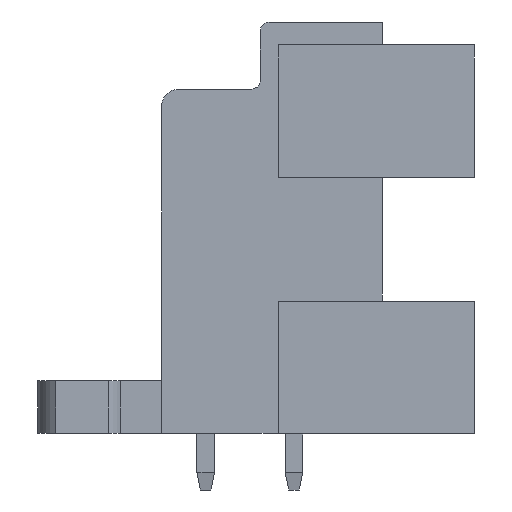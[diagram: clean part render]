
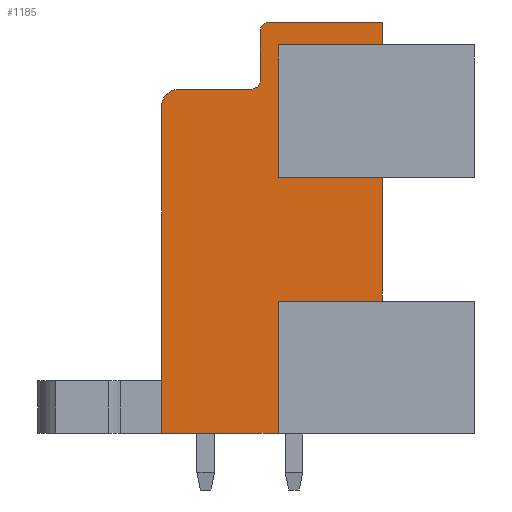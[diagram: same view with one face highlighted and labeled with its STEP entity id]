
A CAD part, left-side view. The second image highlights one B-rep face of the part: STEP entity #1185.
In plain terms, the highlighted planar face has unit normal (-1, 0, 0).
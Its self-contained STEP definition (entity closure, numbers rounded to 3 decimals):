
#105=AXIS2_PLACEMENT_3D('Plane Axis2P3D',#102,#103,#104) ;
#954=AXIS2_PLACEMENT_3D('Circle Axis2P3D',#952,#953,$) ;
#1002=AXIS2_PLACEMENT_3D('Circle Axis2P3D',#1000,#1001,$) ;
#1050=AXIS2_PLACEMENT_3D('Circle Axis2P3D',#1048,#1049,$) ;
#36=CARTESIAN_POINT('Line Origine',(0.7,11.1,6.95)) ;
#40=CARTESIAN_POINT('Vertex',(0.7,11.1,10.7)) ;
#42=CARTESIAN_POINT('Vertex',(0.7,11.1,3.2)) ;
#102=CARTESIAN_POINT('Axis2P3D Location',(0.7,0.,0.)) ;
#142=CARTESIAN_POINT('Line Origine',(0.7,11.1,21.45)) ;
#146=CARTESIAN_POINT('Vertex',(0.7,11.1,25.2)) ;
#148=CARTESIAN_POINT('Vertex',(0.7,11.1,17.7)) ;
#624=CARTESIAN_POINT('Vertex',(0.7,5.2,17.7)) ;
#627=CARTESIAN_POINT('Line Origine',(0.7,5.2,14.2)) ;
#631=CARTESIAN_POINT('Vertex',(0.7,5.2,10.7)) ;
#894=CARTESIAN_POINT('Vertex',(0.7,5.2,26.5)) ;
#897=CARTESIAN_POINT('Line Origine',(0.7,5.2,25.85)) ;
#901=CARTESIAN_POINT('Vertex',(0.7,5.2,25.2)) ;
#925=CARTESIAN_POINT('Vertex',(0.7,11.6,26.5)) ;
#928=CARTESIAN_POINT('Line Origine',(0.7,8.4,26.5)) ;
#949=CARTESIAN_POINT('Vertex',(0.7,12.1,26.)) ;
#952=CARTESIAN_POINT('Axis2P3D Location',(0.7,11.6,26.)) ;
#973=CARTESIAN_POINT('Vertex',(0.7,12.1,23.2)) ;
#976=CARTESIAN_POINT('Line Origine',(0.7,12.1,24.6)) ;
#997=CARTESIAN_POINT('Vertex',(0.7,12.6,22.7)) ;
#1000=CARTESIAN_POINT('Axis2P3D Location',(0.7,12.6,23.2)) ;
#1021=CARTESIAN_POINT('Vertex',(0.7,16.7,22.7)) ;
#1024=CARTESIAN_POINT('Line Origine',(0.7,14.65,22.7)) ;
#1045=CARTESIAN_POINT('Vertex',(0.7,17.7,21.7)) ;
#1048=CARTESIAN_POINT('Axis2P3D Location',(0.7,16.7,21.7)) ;
#1099=CARTESIAN_POINT('Vertex',(0.7,17.7,3.2)) ;
#1102=CARTESIAN_POINT('Line Origine',(0.7,17.7,12.45)) ;
#1148=CARTESIAN_POINT('Line Origine',(0.7,8.15,17.7)) ;
#1153=CARTESIAN_POINT('Line Origine',(0.7,8.15,25.2)) ;
#1158=CARTESIAN_POINT('Line Origine',(0.7,14.4,3.2)) ;
#1163=CARTESIAN_POINT('Line Origine',(0.7,8.15,10.7)) ;
#37=DIRECTION('Vector Direction',(0.,0.,1.)) ;
#103=DIRECTION('Axis2P3D Direction',(-1.,0.,0.)) ;
#104=DIRECTION('Axis2P3D XDirection',(0.,-1.,0.)) ;
#143=DIRECTION('Vector Direction',(0.,0.,1.)) ;
#628=DIRECTION('Vector Direction',(0.,0.,-1.)) ;
#898=DIRECTION('Vector Direction',(0.,0.,-1.)) ;
#929=DIRECTION('Vector Direction',(0.,-1.,0.)) ;
#953=DIRECTION('Axis2P3D Direction',(-1.,0.,0.)) ;
#977=DIRECTION('Vector Direction',(0.,0.,1.)) ;
#1001=DIRECTION('Axis2P3D Direction',(-1.,0.,0.)) ;
#1025=DIRECTION('Vector Direction',(0.,-1.,0.)) ;
#1049=DIRECTION('Axis2P3D Direction',(-1.,0.,0.)) ;
#1103=DIRECTION('Vector Direction',(0.,0.,1.)) ;
#1149=DIRECTION('Vector Direction',(0.,1.,0.)) ;
#1154=DIRECTION('Vector Direction',(0.,-1.,0.)) ;
#1159=DIRECTION('Vector Direction',(0.,1.,0.)) ;
#1164=DIRECTION('Vector Direction',(0.,-1.,0.)) ;
#38=VECTOR('Line Direction',#37,1.) ;
#144=VECTOR('Line Direction',#143,1.) ;
#629=VECTOR('Line Direction',#628,1.) ;
#899=VECTOR('Line Direction',#898,1.) ;
#930=VECTOR('Line Direction',#929,1.) ;
#978=VECTOR('Line Direction',#977,1.) ;
#1026=VECTOR('Line Direction',#1025,1.) ;
#1104=VECTOR('Line Direction',#1103,1.) ;
#1150=VECTOR('Line Direction',#1149,1.) ;
#1155=VECTOR('Line Direction',#1154,1.) ;
#1160=VECTOR('Line Direction',#1159,1.) ;
#1165=VECTOR('Line Direction',#1164,1.) ;
#1169=ORIENTED_EDGE('',*,*,#1152,.F.) ;
#1170=ORIENTED_EDGE('',*,*,#150,.F.) ;
#1171=ORIENTED_EDGE('',*,*,#1157,.F.) ;
#1172=ORIENTED_EDGE('',*,*,#903,.T.) ;
#1173=ORIENTED_EDGE('',*,*,#932,.T.) ;
#1174=ORIENTED_EDGE('',*,*,#956,.T.) ;
#1175=ORIENTED_EDGE('',*,*,#980,.T.) ;
#1176=ORIENTED_EDGE('',*,*,#1004,.T.) ;
#1177=ORIENTED_EDGE('',*,*,#1028,.T.) ;
#1178=ORIENTED_EDGE('',*,*,#1052,.T.) ;
#1179=ORIENTED_EDGE('',*,*,#1106,.T.) ;
#1180=ORIENTED_EDGE('',*,*,#1162,.T.) ;
#1181=ORIENTED_EDGE('',*,*,#44,.F.) ;
#1182=ORIENTED_EDGE('',*,*,#1167,.F.) ;
#1183=ORIENTED_EDGE('',*,*,#633,.T.) ;
#1185=ADVANCED_FACE('Housing',(#1184),#106,.T.) ;
#955=CIRCLE('generated circle',#954,0.5) ;
#1003=CIRCLE('generated circle',#1002,0.5) ;
#1051=CIRCLE('generated circle',#1050,1.) ;
#44=EDGE_CURVE('',#41,#43,#39,.F.) ;
#150=EDGE_CURVE('',#147,#149,#145,.F.) ;
#633=EDGE_CURVE('',#632,#625,#630,.F.) ;
#903=EDGE_CURVE('',#902,#895,#900,.F.) ;
#932=EDGE_CURVE('',#895,#926,#931,.F.) ;
#956=EDGE_CURVE('',#926,#950,#955,.T.) ;
#980=EDGE_CURVE('',#950,#974,#979,.F.) ;
#1004=EDGE_CURVE('',#974,#998,#1003,.F.) ;
#1028=EDGE_CURVE('',#998,#1022,#1027,.F.) ;
#1052=EDGE_CURVE('',#1022,#1046,#1051,.T.) ;
#1106=EDGE_CURVE('',#1046,#1100,#1105,.F.) ;
#1152=EDGE_CURVE('',#149,#625,#1151,.F.) ;
#1157=EDGE_CURVE('',#902,#147,#1156,.F.) ;
#1162=EDGE_CURVE('',#1100,#43,#1161,.F.) ;
#1167=EDGE_CURVE('',#632,#41,#1166,.F.) ;
#1168=EDGE_LOOP('',(#1169,#1170,#1171,#1172,#1173,#1174,#1175,#1176,#1177,#1178,#1179,#1180,#1181,#1182,#1183)) ;
#1184=FACE_OUTER_BOUND('',#1168,.T.) ;
#39=LINE('Line',#36,#38) ;
#145=LINE('Line',#142,#144) ;
#630=LINE('Line',#627,#629) ;
#900=LINE('Line',#897,#899) ;
#931=LINE('Line',#928,#930) ;
#979=LINE('Line',#976,#978) ;
#1027=LINE('Line',#1024,#1026) ;
#1105=LINE('Line',#1102,#1104) ;
#1151=LINE('Line',#1148,#1150) ;
#1156=LINE('Line',#1153,#1155) ;
#1161=LINE('Line',#1158,#1160) ;
#1166=LINE('Line',#1163,#1165) ;
#106=PLANE('',#105) ;
#41=VERTEX_POINT('',#40) ;
#43=VERTEX_POINT('',#42) ;
#147=VERTEX_POINT('',#146) ;
#149=VERTEX_POINT('',#148) ;
#625=VERTEX_POINT('',#624) ;
#632=VERTEX_POINT('',#631) ;
#895=VERTEX_POINT('',#894) ;
#902=VERTEX_POINT('',#901) ;
#926=VERTEX_POINT('',#925) ;
#950=VERTEX_POINT('',#949) ;
#974=VERTEX_POINT('',#973) ;
#998=VERTEX_POINT('',#997) ;
#1022=VERTEX_POINT('',#1021) ;
#1046=VERTEX_POINT('',#1045) ;
#1100=VERTEX_POINT('',#1099) ;
